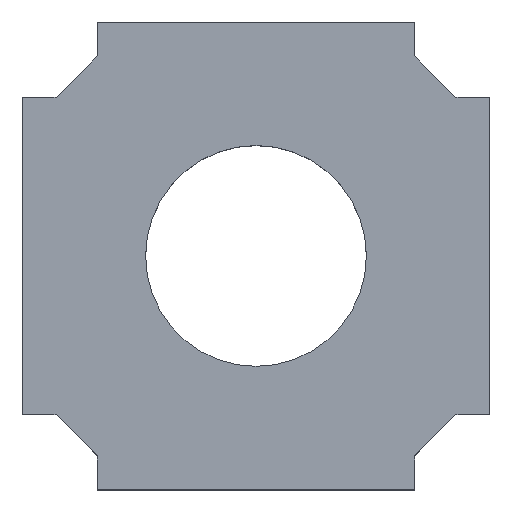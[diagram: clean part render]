
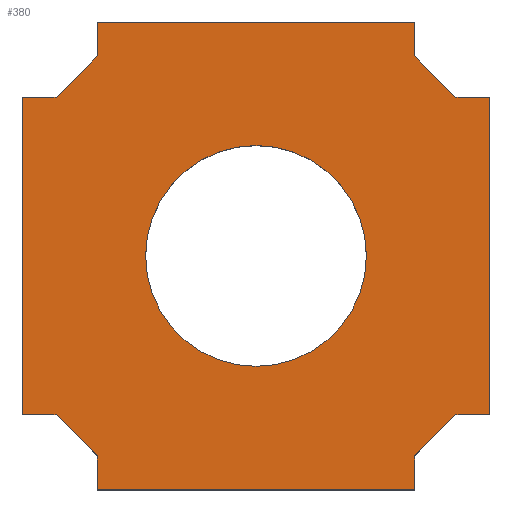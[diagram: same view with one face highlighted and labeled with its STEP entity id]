
A CAD part, top view. The second image highlights one B-rep face of the part: STEP entity #380.
In plain terms, the highlighted planar face has unit normal (0, 0, 1).
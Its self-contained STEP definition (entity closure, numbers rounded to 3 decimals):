
#15=FACE_BOUND('',#57,.T.);
#18=CIRCLE('',#416,11.75);
#37=FACE_OUTER_BOUND('',#56,.T.);
#56=EDGE_LOOP('',(#311,#312,#313,#314,#315,#316,#317,#318,#319,#320,#321,
#322,#323,#324,#325,#326));
#57=EDGE_LOOP('',(#327));
#62=LINE('',#524,#111);
#66=LINE('',#531,#115);
#69=LINE('',#537,#118);
#72=LINE('',#545,#121);
#75=LINE('',#551,#124);
#78=LINE('',#557,#127);
#82=LINE('',#566,#131);
#86=LINE('',#573,#135);
#89=LINE('',#579,#138);
#92=LINE('',#587,#141);
#95=LINE('',#593,#144);
#98=LINE('',#599,#147);
#102=LINE('',#609,#151);
#104=LINE('',#612,#153);
#106=LINE('',#615,#155);
#108=LINE('',#618,#157);
#111=VECTOR('',#429,10.);
#115=VECTOR('',#435,10.);
#118=VECTOR('',#440,10.);
#121=VECTOR('',#445,10.);
#124=VECTOR('',#450,10.);
#127=VECTOR('',#455,10.);
#131=VECTOR('',#461,10.);
#135=VECTOR('',#467,10.);
#138=VECTOR('',#472,10.);
#141=VECTOR('',#477,10.);
#144=VECTOR('',#482,10.);
#147=VECTOR('',#487,10.);
#151=VECTOR('',#499,10.);
#153=VECTOR('',#503,10.);
#155=VECTOR('',#507,10.);
#157=VECTOR('',#511,10.);
#160=VERTEX_POINT('',#521);
#161=VERTEX_POINT('',#523);
#163=VERTEX_POINT('',#529);
#165=VERTEX_POINT('',#535);
#168=VERTEX_POINT('',#542);
#169=VERTEX_POINT('',#544);
#171=VERTEX_POINT('',#550);
#173=VERTEX_POINT('',#556);
#176=VERTEX_POINT('',#563);
#177=VERTEX_POINT('',#565);
#179=VERTEX_POINT('',#571);
#181=VERTEX_POINT('',#577);
#184=VERTEX_POINT('',#584);
#185=VERTEX_POINT('',#586);
#187=VERTEX_POINT('',#592);
#189=VERTEX_POINT('',#598);
#191=VERTEX_POINT('',#604);
#194=EDGE_CURVE('',#160,#161,#62,.T.);
#198=EDGE_CURVE('',#163,#160,#66,.T.);
#201=EDGE_CURVE('',#165,#163,#69,.T.);
#204=EDGE_CURVE('',#169,#168,#72,.T.);
#207=EDGE_CURVE('',#171,#169,#75,.T.);
#210=EDGE_CURVE('',#173,#171,#78,.T.);
#214=EDGE_CURVE('',#177,#176,#82,.T.);
#218=EDGE_CURVE('',#176,#179,#86,.T.);
#221=EDGE_CURVE('',#179,#181,#89,.T.);
#224=EDGE_CURVE('',#185,#184,#92,.T.);
#227=EDGE_CURVE('',#187,#185,#95,.T.);
#230=EDGE_CURVE('',#189,#187,#98,.T.);
#234=EDGE_CURVE('',#191,#191,#18,.T.);
#236=EDGE_CURVE('',#168,#177,#102,.T.);
#238=EDGE_CURVE('',#173,#165,#104,.T.);
#240=EDGE_CURVE('',#184,#161,#106,.T.);
#242=EDGE_CURVE('',#181,#189,#108,.T.);
#311=ORIENTED_EDGE('',*,*,#242,.T.);
#312=ORIENTED_EDGE('',*,*,#230,.T.);
#313=ORIENTED_EDGE('',*,*,#227,.T.);
#314=ORIENTED_EDGE('',*,*,#224,.T.);
#315=ORIENTED_EDGE('',*,*,#240,.T.);
#316=ORIENTED_EDGE('',*,*,#194,.F.);
#317=ORIENTED_EDGE('',*,*,#198,.F.);
#318=ORIENTED_EDGE('',*,*,#201,.F.);
#319=ORIENTED_EDGE('',*,*,#238,.F.);
#320=ORIENTED_EDGE('',*,*,#210,.T.);
#321=ORIENTED_EDGE('',*,*,#207,.T.);
#322=ORIENTED_EDGE('',*,*,#204,.T.);
#323=ORIENTED_EDGE('',*,*,#236,.T.);
#324=ORIENTED_EDGE('',*,*,#214,.T.);
#325=ORIENTED_EDGE('',*,*,#218,.T.);
#326=ORIENTED_EDGE('',*,*,#221,.T.);
#327=ORIENTED_EDGE('',*,*,#234,.T.);
#361=PLANE('',#421);
#380=ADVANCED_FACE('',(#37,#15),#361,.T.);
#416=AXIS2_PLACEMENT_3D('',#606,#494,#495);
#421=AXIS2_PLACEMENT_3D('',#619,#512,#513);
#429=DIRECTION('',(1.,0.,0.));
#435=DIRECTION('',(0.707,-0.707,0.));
#440=DIRECTION('',(0.,-1.,0.));
#445=DIRECTION('',(-1.,0.,0.));
#450=DIRECTION('',(-0.707,-0.707,0.));
#455=DIRECTION('',(0.,-1.,0.));
#461=DIRECTION('',(1.,0.,0.));
#467=DIRECTION('',(0.707,-0.707,0.));
#472=DIRECTION('',(0.,-1.,0.));
#477=DIRECTION('',(1.,0.,0.));
#482=DIRECTION('',(0.707,0.707,0.));
#487=DIRECTION('',(0.,1.,0.));
#494=DIRECTION('center_axis',(0.,0.,-1.));
#495=DIRECTION('ref_axis',(-1.,0.,0.));
#499=DIRECTION('',(0.,-1.,0.));
#503=DIRECTION('',(1.,0.,0.));
#507=DIRECTION('',(0.,1.,0.));
#511=DIRECTION('',(1.,0.,0.));
#512=DIRECTION('center_axis',(0.,0.,1.));
#513=DIRECTION('ref_axis',(1.,0.,0.));
#521=CARTESIAN_POINT('',(21.471,13.635,8.));
#523=CARTESIAN_POINT('',(25.087,13.635,8.));
#524=CARTESIAN_POINT('',(21.471,13.635,8.));
#529=CARTESIAN_POINT('',(17.087,18.018,8.));
#531=CARTESIAN_POINT('',(17.087,18.018,8.));
#535=CARTESIAN_POINT('',(17.087,21.635,8.));
#537=CARTESIAN_POINT('',(17.087,21.735,8.));
#542=CARTESIAN_POINT('',(-24.713,13.635,8.));
#544=CARTESIAN_POINT('',(-21.097,13.635,8.));
#545=CARTESIAN_POINT('',(-21.097,13.635,8.));
#550=CARTESIAN_POINT('',(-16.713,18.018,8.));
#551=CARTESIAN_POINT('',(-16.713,18.018,8.));
#556=CARTESIAN_POINT('',(-16.713,21.635,8.));
#557=CARTESIAN_POINT('',(-16.713,21.735,8.));
#563=CARTESIAN_POINT('',(-21.097,-20.165,8.));
#565=CARTESIAN_POINT('',(-24.713,-20.165,8.));
#566=CARTESIAN_POINT('',(-24.813,-20.165,8.));
#571=CARTESIAN_POINT('',(-16.713,-24.549,8.));
#573=CARTESIAN_POINT('',(-21.097,-20.165,8.));
#577=CARTESIAN_POINT('',(-16.713,-28.165,8.));
#579=CARTESIAN_POINT('',(-16.713,-24.549,8.));
#584=CARTESIAN_POINT('',(25.087,-20.165,8.));
#586=CARTESIAN_POINT('',(21.471,-20.165,8.));
#587=CARTESIAN_POINT('',(21.471,-20.165,8.));
#592=CARTESIAN_POINT('',(17.087,-24.549,8.));
#593=CARTESIAN_POINT('',(17.087,-24.549,8.));
#598=CARTESIAN_POINT('',(17.087,-28.165,8.));
#599=CARTESIAN_POINT('',(17.087,-28.265,8.));
#604=CARTESIAN_POINT('',(11.937,-3.265,8.));
#606=CARTESIAN_POINT('Origin',(0.187,-3.265,8.));
#609=CARTESIAN_POINT('',(-24.713,13.635,8.));
#612=CARTESIAN_POINT('',(16.987,21.635,8.));
#615=CARTESIAN_POINT('',(25.087,-20.165,8.));
#618=CARTESIAN_POINT('',(-16.713,-28.165,8.));
#619=CARTESIAN_POINT('Origin',(0.187,-3.265,8.));
